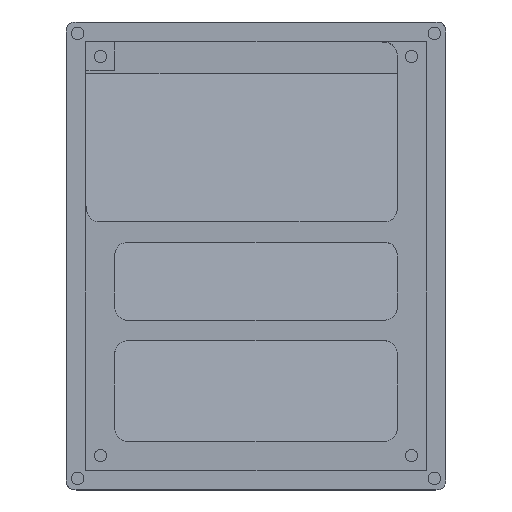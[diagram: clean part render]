
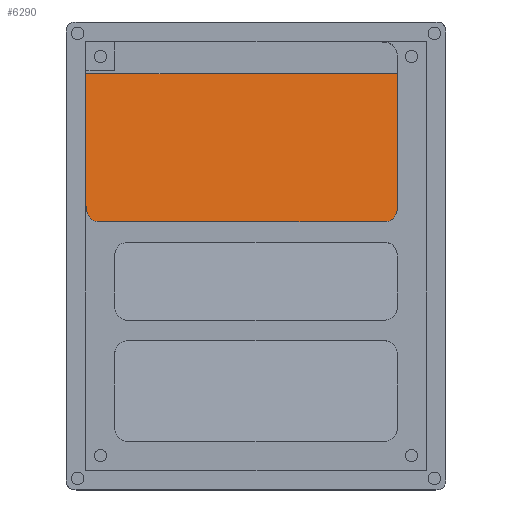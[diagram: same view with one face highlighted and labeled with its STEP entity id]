
A CAD part, top view. The second image highlights one B-rep face of the part: STEP entity #6290.
In plain terms, the highlighted planar face has unit normal (0, 0.097, 0.995).
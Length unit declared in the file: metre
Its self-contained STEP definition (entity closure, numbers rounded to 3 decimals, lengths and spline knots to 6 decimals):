
#421=LINE('',#8683,#927);
#427=LINE('',#8701,#933);
#439=LINE('',#8775,#945);
#447=LINE('',#8835,#953);
#453=LINE('',#8879,#959);
#927=VECTOR('',#7108,1.);
#933=VECTOR('',#7118,1.);
#945=VECTOR('',#7138,1.);
#953=VECTOR('',#7154,1.);
#959=VECTOR('',#7166,1.);
#1999=ORIENTED_EDGE('',*,*,#3478,.T.);
#2000=ORIENTED_EDGE('',*,*,#3525,.T.);
#2001=ORIENTED_EDGE('',*,*,#3471,.T.);
#2002=ORIENTED_EDGE('',*,*,#3532,.T.);
#2003=ORIENTED_EDGE('',*,*,#3497,.T.);
#2004=ORIENTED_EDGE('',*,*,#3540,.T.);
#2005=ORIENTED_EDGE('',*,*,#3513,.T.);
#3471=EDGE_CURVE('',#4434,#4433,#421,.T.);
#3478=EDGE_CURVE('',#4440,#4441,#427,.T.);
#3497=EDGE_CURVE('',#4458,#4459,#439,.T.);
#3513=EDGE_CURVE('',#4474,#4440,#447,.T.);
#3525=EDGE_CURVE('',#4441,#4434,#453,.T.);
#3532=EDGE_CURVE('',#4433,#4458,#4957,.T.);
#3540=EDGE_CURVE('',#4459,#4474,#4965,.T.);
#4433=VERTEX_POINT('',#8682);
#4434=VERTEX_POINT('',#8684);
#4440=VERTEX_POINT('',#8702);
#4441=VERTEX_POINT('',#8703);
#4458=VERTEX_POINT('',#8776);
#4459=VERTEX_POINT('',#8777);
#4474=VERTEX_POINT('',#8836);
#4957=B_SPLINE_CURVE_WITH_KNOTS('',3,(#8907,#8908,#8909,#8910,#8911,#8912,
#8913),.UNSPECIFIED.,.F.,.F.,(4,1,1,1,4),(0.,0.001206,0.002411,
0.003617,0.004823),.UNSPECIFIED.);
#4965=B_SPLINE_CURVE_WITH_KNOTS('',3,(#9027,#9028,#9029,#9030,#9031,#9032,
#9033),.UNSPECIFIED.,.F.,.F.,(4,1,1,1,4),(0.,0.001206,0.002412,
0.003618,0.004824),.UNSPECIFIED.);
#5336=EDGE_LOOP('',(#1999,#2000,#2001,#2002,#2003,#2004,#2005));
#5748=FACE_BOUND('',#5336,.T.);
#6077=PLANE('',#6713);
#6290=ADVANCED_FACE('',(#5748),#6077,.F.);
#6713=AXIS2_PLACEMENT_3D('',#10800,#7372,#7373);
#7108=DIRECTION('',(1.,0.,0.));
#7118=DIRECTION('',(-1.,0.,0.));
#7138=DIRECTION('',(1.,0.,0.));
#7154=DIRECTION('',(0.,0.995,-0.097));
#7166=DIRECTION('',(0.,-0.995,0.097));
#7372=DIRECTION('',(0.,-0.097,-0.995));
#7373=DIRECTION('',(1.,0.,0.));
#8682=CARTESIAN_POINT('',(0.,-0.0326,-0.006437));
#8683=CARTESIAN_POINT('',(0.,-0.0326,-0.006437));
#8684=CARTESIAN_POINT('',(-0.0001,-0.0326,-0.006437));
#8701=CARTESIAN_POINT('',(0.0336,-0.006203,-0.009));
#8702=CARTESIAN_POINT('',(0.0616,-0.006203,-0.009));
#8703=CARTESIAN_POINT('',(-0.0001,-0.006203,-0.009));
#8775=CARTESIAN_POINT('',(0.0336,-0.0356,-0.006146));
#8776=CARTESIAN_POINT('',(0.003,-0.0356,-0.006146));
#8777=CARTESIAN_POINT('',(0.0586,-0.0356,-0.006146));
#8835=CARTESIAN_POINT('',(0.0616,-0.003688,-0.009244));
#8836=CARTESIAN_POINT('',(0.0616,-0.0326,-0.006437));
#8879=CARTESIAN_POINT('',(-0.0001,0.000687,-0.009669));
#8907=CARTESIAN_POINT('',(0.,-0.0326,-0.006437));
#8908=CARTESIAN_POINT('',(0.,-0.033005,-0.006398));
#8909=CARTESIAN_POINT('',(0.00005,-0.033807,-0.00632));
#8910=CARTESIAN_POINT('',(0.000661,-0.034927,-0.006211));
#8911=CARTESIAN_POINT('',(0.001763,-0.035543,-0.006151));
#8912=CARTESIAN_POINT('',(0.00259,-0.0356,-0.006146));
#8913=CARTESIAN_POINT('',(0.003,-0.0356,-0.006146));
#9027=CARTESIAN_POINT('',(0.0586,-0.0356,-0.006146));
#9028=CARTESIAN_POINT('',(0.059007,-0.0356,-0.006146));
#9029=CARTESIAN_POINT('',(0.059813,-0.03555,-0.006151));
#9030=CARTESIAN_POINT('',(0.060934,-0.034932,-0.006211));
#9031=CARTESIAN_POINT('',(0.061544,-0.03383,-0.006318));
#9032=CARTESIAN_POINT('',(0.0616,-0.033008,-0.006398));
#9033=CARTESIAN_POINT('',(0.0616,-0.0326,-0.006437));
#10800=CARTESIAN_POINT('',(0.0336,-0.042157,-0.005509));
